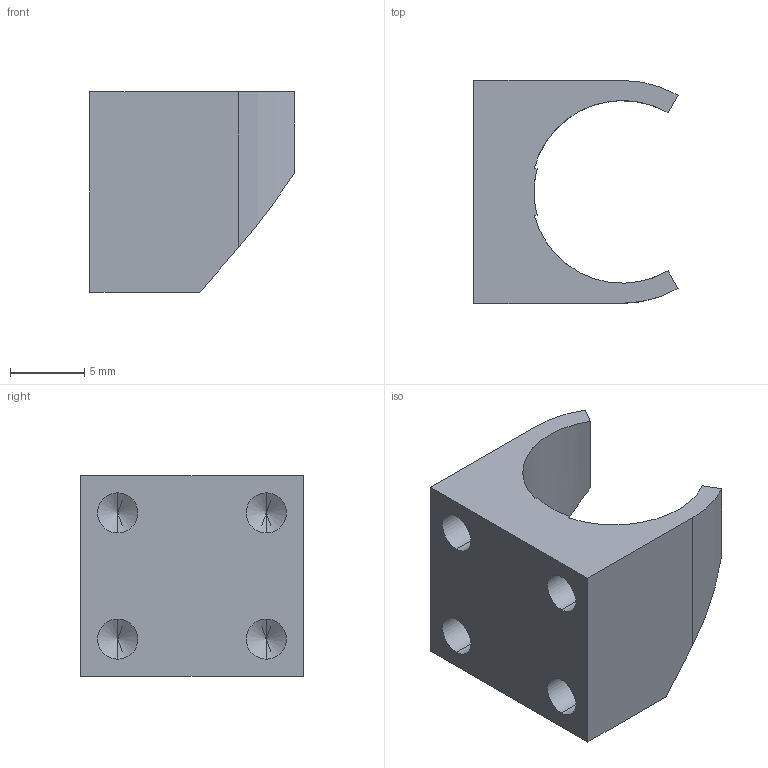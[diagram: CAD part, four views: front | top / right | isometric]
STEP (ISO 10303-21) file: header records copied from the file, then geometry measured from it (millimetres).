
FILE_DESCRIPTION (( 'STEP AP214' ), '1' );
FILE_NAME ('bearing-holder 00.STEP', '2011-02-18T23:14:23', ( 'Owner' ), ( '22ndstreetcomputers.com' ), 'SwSTEP 2.0', 'SolidWorks 2010', '' );
FILE_SCHEMA (( 'AUTOMOTIVE_DESIGN' ));
Length unit declared in the file: millimetre
Products named in the file (1): bearing-holder 00
Bounding box: 13.75 x 15 x 13.5 mm (x, y, z)
Volume: 1185 mm3; surface area: 1193.6 mm2
Topology: 1 solids, 1 shells, 39 faces, 103 edges, 62 vertices
Faces by surface type: cylinder 16, plane 15, cone 8
Entity records: 1185 total; most frequent: CARTESIAN_POINT 209, DIRECTION 205, ORIENTED_EDGE 190, EDGE_CURVE 95, AXIS2_PLACEMENT_3D 74, VERTEX_POINT 62, LINE 57, VECTOR 57
